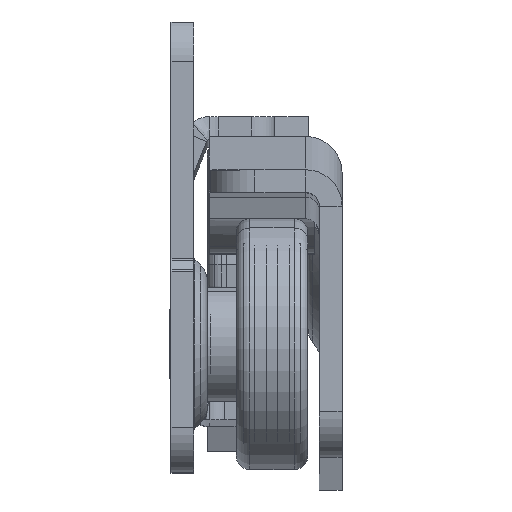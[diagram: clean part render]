
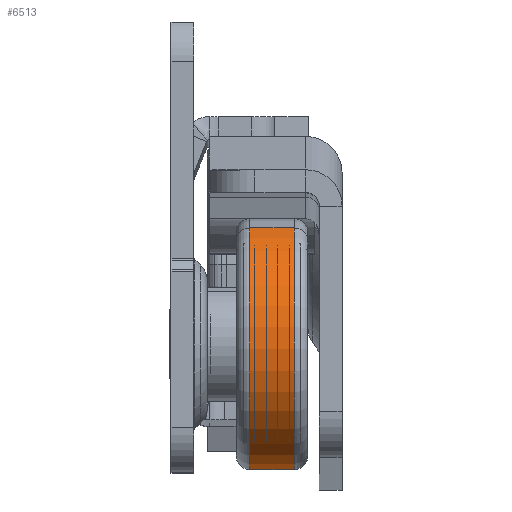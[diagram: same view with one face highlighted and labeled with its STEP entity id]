
A CAD part, top view. The second image highlights one B-rep face of the part: STEP entity #6513.
In plain terms, the highlighted cylindrical face has radius 11 mm (diameter 22 mm), a partial arc.
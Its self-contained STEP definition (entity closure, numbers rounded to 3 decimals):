
#1264 = ORIENTED_EDGE ( 'NONE', *, *, #56907, .T. ) ;
#2592 = AXIS2_PLACEMENT_3D ( 'NONE', #49209, #54148, #14449 ) ;
#3624 = DIRECTION ( 'NONE',  ( -1., 0., 0. ) ) ;
#6513 = ADVANCED_FACE ( 'NONE', ( #36454 ), #31538, .T. ) ;
#10994 = VERTEX_POINT ( 'NONE', #45194 ) ;
#13855 = EDGE_CURVE ( 'NONE', #24696, #31731, #35129, .T. ) ;
#14449 = DIRECTION ( 'NONE',  ( 0., 0., 1. ) ) ;
#14731 = DIRECTION ( 'NONE',  ( -1., 0., 0. ) ) ;
#17345 = AXIS2_PLACEMENT_3D ( 'NONE', #38890, #20648, #51915 ) ;
#19691 = CARTESIAN_POINT ( 'NONE',  ( 5.1, 0., -11. ) ) ;
#20134 = CIRCLE ( 'NONE', #17345, 11. ) ;
#20648 = DIRECTION ( 'NONE',  ( -1., 0., 0. ) ) ;
#24696 = VERTEX_POINT ( 'NONE', #39420 ) ;
#24992 = DIRECTION ( 'NONE',  ( 0., 0., 1. ) ) ;
#27159 = CARTESIAN_POINT ( 'NONE',  ( 0., 0., 11. ) ) ;
#29488 = DIRECTION ( 'NONE',  ( -1., 0., 0. ) ) ;
#31538 = CYLINDRICAL_SURFACE ( 'NONE', #2592, 11. ) ;
#31731 = VERTEX_POINT ( 'NONE', #19691 ) ;
#32368 = AXIS2_PLACEMENT_3D ( 'NONE', #43285, #3624, #24992 ) ;
#33277 = CARTESIAN_POINT ( 'NONE',  ( 1.2, 0., -11. ) ) ;
#33804 = CARTESIAN_POINT ( 'NONE',  ( 0., 0., -11. ) ) ;
#35129 = CIRCLE ( 'NONE', #32368, 11. ) ;
#36206 = VECTOR ( 'NONE', #29488, 1000. ) ;
#36454 = FACE_OUTER_BOUND ( 'NONE', #37392, .T. ) ;
#37381 = ORIENTED_EDGE ( 'NONE', *, *, #47941, .F. ) ;
#37392 = EDGE_LOOP ( 'NONE', ( #57073, #1264, #37381, #45772 ) ) ;
#38519 = EDGE_CURVE ( 'NONE', #24696, #10994, #50626, .T. ) ;
#38890 = CARTESIAN_POINT ( 'NONE',  ( 1.2, 0., 0. ) ) ;
#39420 = CARTESIAN_POINT ( 'NONE',  ( 5.1, 0., 11. ) ) ;
#39762 = VERTEX_POINT ( 'NONE', #33277 ) ;
#43285 = CARTESIAN_POINT ( 'NONE',  ( 5.1, 0., 0. ) ) ;
#45194 = CARTESIAN_POINT ( 'NONE',  ( 1.2, 0., 11. ) ) ;
#45772 = ORIENTED_EDGE ( 'NONE', *, *, #38519, .F. ) ;
#47941 = EDGE_CURVE ( 'NONE', #10994, #39762, #20134, .T. ) ;
#48034 = LINE ( 'NONE', #33804, #36206 ) ;
#49209 = CARTESIAN_POINT ( 'NONE',  ( 0., 0., 0. ) ) ;
#50626 = LINE ( 'NONE', #27159, #51772 ) ;
#51772 = VECTOR ( 'NONE', #14731, 1000. ) ;
#51915 = DIRECTION ( 'NONE',  ( 0., 0., 1. ) ) ;
#54148 = DIRECTION ( 'NONE',  ( -1., 0., 0. ) ) ;
#56907 = EDGE_CURVE ( 'NONE', #31731, #39762, #48034, .T. ) ;
#57073 = ORIENTED_EDGE ( 'NONE', *, *, #13855, .T. ) ;
